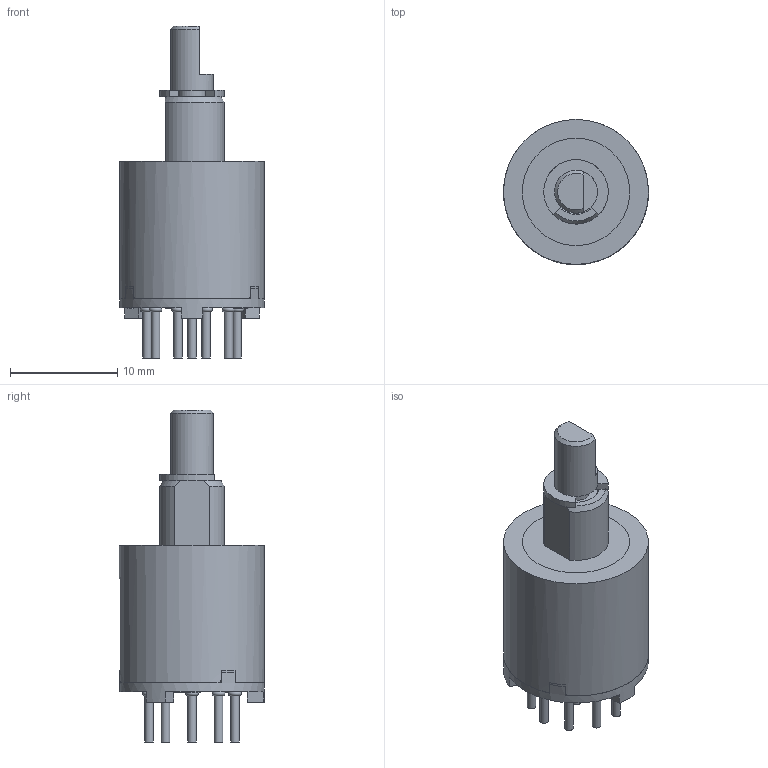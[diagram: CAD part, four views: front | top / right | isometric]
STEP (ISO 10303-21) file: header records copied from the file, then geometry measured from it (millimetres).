
FILE_DESCRIPTION (( 'STEP AP203' ), '1' );
FILE_NAME ('-01 áåç ðó÷êè.STEP', '2020-01-15T04:09:56', ( '' ), ( '' ), 'SwSTEP 2.0', 'SolidWorks 2017', '' );
FILE_SCHEMA (( 'CONFIG_CONTROL_DESIGN' ));
Length unit declared in the file: millimetre
Products named in the file (31): 淘 7.732.016 暑眚嚓騙牔ぅ氅; ﾘ瑩韭 2G10 +5 ﾃﾎﾑﾒ 3722-2014; ÔÈÌÄ.754175.002 Êîëüöî óïëîòíèòåëüíîå1_¤«ï á¡®àª¨; 釔 8.362.003 婰膲僗闉; ÌÔ 7.721.001 Ðîëèê êîíòàêòíûé; Ïðåññ-ìàòåðèàë ÄÑÂ-2-Ë ÃÎÑÒ 17478-915; ÌÔ 8.383.012 Ïðóæèíà1_‘¦ â ï; 淘 8.245.000 暑朦鲱_寯 8.245.000-09; ÌÔ 8.389.000 Ïðóæèíà_¤«ï á¡®àª¨; 匀棠.303659.006 隅咫 翳犟圉梃1_攬寗.303659.006; ÔÈÌÄ.685121.011 Âàë ñ ðîòîðîì1_”ˆŒ„.685121.011; ÌÔ 6.672.002 Ïëàòà ñ êîíòàêòàìè; ÔÈÌÄ.301111.008 Êîðïóñ â ñáîðå1 ; 杬 8.362.006 婰膲僗闉; -01 áåç ðó÷êè; Ïðåññ-ìàòåðèàë ÄÑÂ-2-0 ÃÎÑÒ 17478-915; ÔÈÌÄ.713121.005 Âòóëêà1_¤«ï á¡®àª¨; ﾔﾈﾌﾄ.715313.006 ﾂ琿; ÔÈÌÄ.301111.009 Êîðïóñ1_„«ï á¡®àª¨; ÌÔ 7.814.000 Ïëàòà
Assembly tree (23 placements, depth 5):
  ﾘ瑩韭 2G10 +5 ﾃﾎﾑﾒ 3722-2014
  釔 8.362.003 婰膲僗闉
  ÌÔ 7.721.001 Ðîëèê êîíòàêòíûé
  ÌÔ 8.383.012 Ïðóæèíà1_‘¦ â ï
  ÌÔ 8.389.000 Ïðóæèíà_¤«ï á¡®àª¨
Bounding box: 13.5 x 13.5 x 30.9 mm (x, y, z)
Volume: 860.7 mm3; surface area: 2375.3 mm2
Topology: 18 solids, 18 shells, 212 faces, 504 edges, 336 vertices
Faces by surface type: plane 102, cylinder 70, bspline 23, torus 14, cone 3
Full cylindrical faces by diameter (mm): 0.8 x33, 2.45 x4, 2.5 x1, 4 x6, 10 x2, 12 x1, 13.5 x2
Entity records: 9960 total; most frequent: CARTESIAN_POINT 2398, DIRECTION 936, ORIENTED_EDGE 812, EDGE_CURVE 406, AXIS2_PLACEMENT_3D 372, EDGE_LOOP 314, VERTEX_POINT 302, FACE_OUTER_BOUND 275
